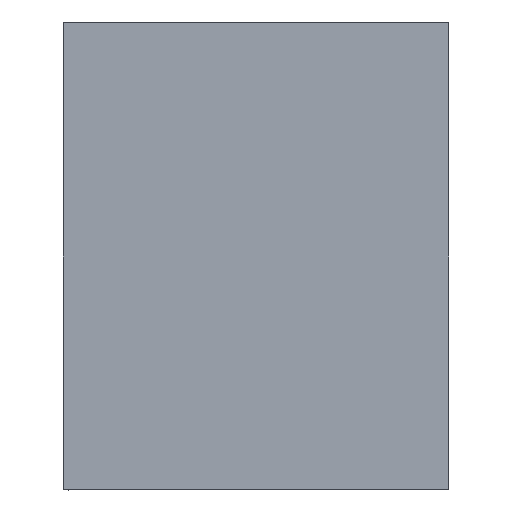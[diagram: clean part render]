
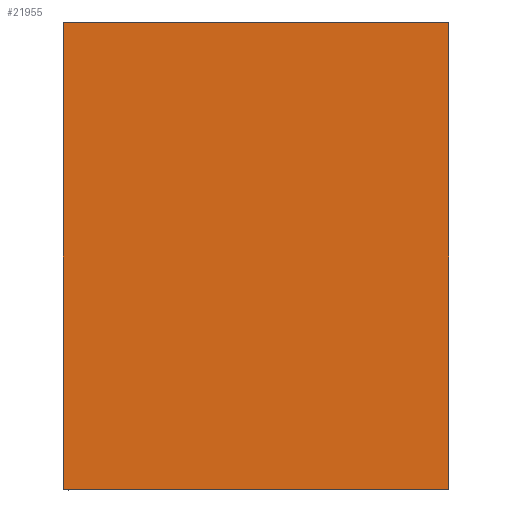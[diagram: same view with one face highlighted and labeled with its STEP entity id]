
A CAD part, left-side view. The second image highlights one B-rep face of the part: STEP entity #21955.
In plain terms, the highlighted face is planar.
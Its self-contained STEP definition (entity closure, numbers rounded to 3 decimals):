
#521 = VECTOR ( 'NONE', #14743, 1000. ) ;
#1381 = FACE_OUTER_BOUND ( 'NONE', #8495, .T. ) ;
#1810 = LINE ( 'NONE', #15436, #15987 ) ;
#2700 = EDGE_CURVE ( 'NONE', #24858, #18064, #11082, .T. ) ;
#4558 = EDGE_CURVE ( 'NONE', #42724, #40590, #39987, .T. ) ;
#7328 = VECTOR ( 'NONE', #31547, 1000. ) ;
#7498 = EDGE_CURVE ( 'NONE', #18203, #39354, #28625, .T. ) ;
#8495 = EDGE_LOOP ( 'NONE', ( #31790, #35382, #32788, #24432, #29675, #14214, #13395, #22377 ) ) ;
#9868 = DIRECTION ( 'NONE',  ( 0., -0.707, 0.707 ) ) ;
#10468 = DIRECTION ( 'NONE',  ( 0., 1., 0. ) ) ;
#10932 = CARTESIAN_POINT ( 'NONE',  ( 155., -70., 85. ) ) ;
#11082 = LINE ( 'NONE', #24500, #7328 ) ;
#11286 = VERTEX_POINT ( 'NONE', #31314 ) ;
#13395 = ORIENTED_EDGE ( 'NONE', *, *, #40685, .T. ) ;
#13792 = CARTESIAN_POINT ( 'NONE',  ( 155., 70., -84.7 ) ) ;
#14214 = ORIENTED_EDGE ( 'NONE', *, *, #7498, .T. ) ;
#14743 = DIRECTION ( 'NONE',  ( 0., -0.707, -0.707 ) ) ;
#15221 = CARTESIAN_POINT ( 'NONE',  ( 155., 0., 0. ) ) ;
#15436 = CARTESIAN_POINT ( 'NONE',  ( 155., -70., -85. ) ) ;
#15987 = VECTOR ( 'NONE', #10468, 1000. ) ;
#16082 = CARTESIAN_POINT ( 'NONE',  ( 155., 69.7, -85. ) ) ;
#17833 = CARTESIAN_POINT ( 'NONE',  ( 155., -77.35, 77.35 ) ) ;
#18064 = VERTEX_POINT ( 'NONE', #28983 ) ;
#18096 = DIRECTION ( 'NONE',  ( 1., 0., 0. ) ) ;
#18203 = VERTEX_POINT ( 'NONE', #21224 ) ;
#18950 = VECTOR ( 'NONE', #36066, 1000. ) ;
#19128 = LINE ( 'NONE', #42713, #31585 ) ;
#20376 = VERTEX_POINT ( 'NONE', #40311 ) ;
#21224 = CARTESIAN_POINT ( 'NONE',  ( 155., -69.7, 85. ) ) ;
#21250 = EDGE_CURVE ( 'NONE', #11286, #20376, #33655, .T. ) ;
#21894 = LINE ( 'NONE', #10932, #33716 ) ;
#21955 = ADVANCED_FACE ( 'NONE', ( #1381 ), #41661, .T. ) ;
#22377 = ORIENTED_EDGE ( 'NONE', *, *, #2700, .T. ) ;
#22606 = LINE ( 'NONE', #29012, #18950 ) ;
#24090 = CARTESIAN_POINT ( 'NONE',  ( 155., -70., 84.7 ) ) ;
#24432 = ORIENTED_EDGE ( 'NONE', *, *, #21250, .T. ) ;
#24500 = CARTESIAN_POINT ( 'NONE',  ( 155., -77.35, -77.35 ) ) ;
#24558 = DIRECTION ( 'NONE',  ( 0., 0., -1. ) ) ;
#24858 = VERTEX_POINT ( 'NONE', #34711 ) ;
#25569 = DIRECTION ( 'NONE',  ( 0., 0., -1. ) ) ;
#28625 = LINE ( 'NONE', #17833, #521 ) ;
#28983 = CARTESIAN_POINT ( 'NONE',  ( 155., -69.7, -85. ) ) ;
#29012 = CARTESIAN_POINT ( 'NONE',  ( 155., 70., 85. ) ) ;
#29675 = ORIENTED_EDGE ( 'NONE', *, *, #41408, .T. ) ;
#31314 = CARTESIAN_POINT ( 'NONE',  ( 155., 70., 84.7 ) ) ;
#31547 = DIRECTION ( 'NONE',  ( 0., 0.707, -0.707 ) ) ;
#31585 = VECTOR ( 'NONE', #39849, 1000. ) ;
#31790 = ORIENTED_EDGE ( 'NONE', *, *, #35056, .T. ) ;
#31974 = VECTOR ( 'NONE', #42848, 1000. ) ;
#32788 = ORIENTED_EDGE ( 'NONE', *, *, #40135, .T. ) ;
#33000 = CARTESIAN_POINT ( 'NONE',  ( 155., 77.35, 77.35 ) ) ;
#33339 = AXIS2_PLACEMENT_3D ( 'NONE', #15221, #18096, #25569 ) ;
#33379 = CARTESIAN_POINT ( 'NONE',  ( 155., 77.35, -77.35 ) ) ;
#33655 = LINE ( 'NONE', #33000, #41069 ) ;
#33716 = VECTOR ( 'NONE', #24558, 1000. ) ;
#34711 = CARTESIAN_POINT ( 'NONE',  ( 155., -70., -84.7 ) ) ;
#35056 = EDGE_CURVE ( 'NONE', #18064, #42724, #1810, .T. ) ;
#35382 = ORIENTED_EDGE ( 'NONE', *, *, #4558, .T. ) ;
#36066 = DIRECTION ( 'NONE',  ( 0., -1., 0. ) ) ;
#39354 = VERTEX_POINT ( 'NONE', #24090 ) ;
#39849 = DIRECTION ( 'NONE',  ( 0., 0., 1. ) ) ;
#39987 = LINE ( 'NONE', #33379, #31974 ) ;
#40135 = EDGE_CURVE ( 'NONE', #40590, #11286, #19128, .T. ) ;
#40311 = CARTESIAN_POINT ( 'NONE',  ( 155., 69.7, 85. ) ) ;
#40590 = VERTEX_POINT ( 'NONE', #13792 ) ;
#40685 = EDGE_CURVE ( 'NONE', #39354, #24858, #21894, .T. ) ;
#41069 = VECTOR ( 'NONE', #9868, 1000. ) ;
#41408 = EDGE_CURVE ( 'NONE', #20376, #18203, #22606, .T. ) ;
#41661 = PLANE ( 'NONE',  #33339 ) ;
#42713 = CARTESIAN_POINT ( 'NONE',  ( 155., 70., -85. ) ) ;
#42724 = VERTEX_POINT ( 'NONE', #16082 ) ;
#42848 = DIRECTION ( 'NONE',  ( 0., 0.707, 0.707 ) ) ;
